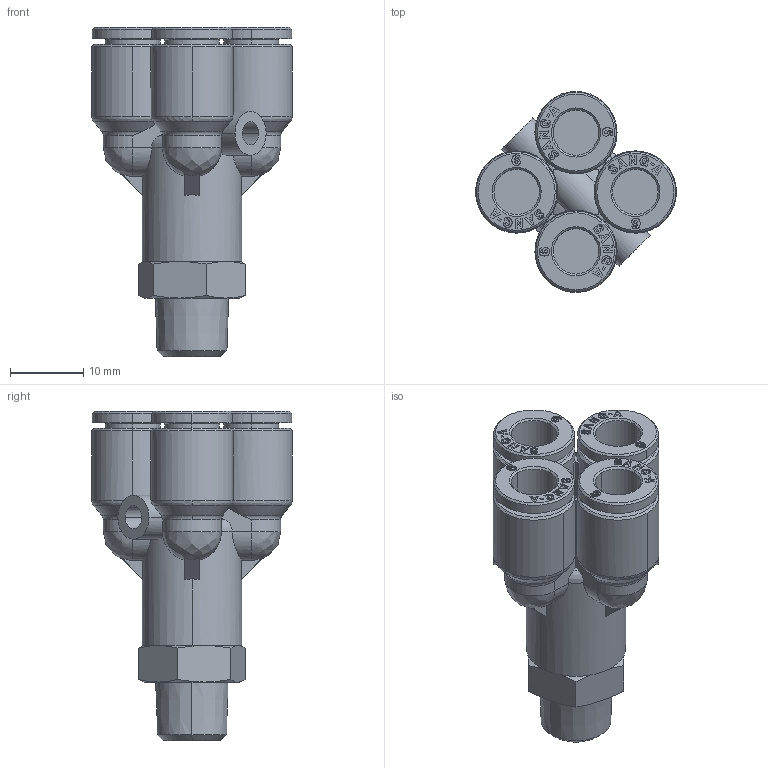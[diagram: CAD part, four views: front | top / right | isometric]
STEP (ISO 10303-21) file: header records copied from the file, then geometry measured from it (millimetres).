
FILE_DESCRIPTION (( 'STEP AP214' ), '1' );
FILE_NAME ('PXT06-01.stp', '2015-09-28T07:28:41', ( '' ), ( '' ), 'SwSTEP 2.0', 'SolidWorks 2015', '' );
FILE_SCHEMA (( 'AUTOMOTIVE_DESIGN' ));
Length unit declared in the file: millimetre
Products named in the file (2): ｦ+ﾃｦ1; PXT06-01
Assembly tree (1 placements, depth 2):
  PXT06-01
    ｦ+ﾃｦ1
Bounding box: 27.4 x 27.4 x 44.95 mm (x, y, z)
Volume: 7871.7 mm3; surface area: 6050.7 mm2
Topology: 1 solids, 1 shells, 1004 faces, 2798 edges, 1851 vertices
Faces by surface type: plane 720, bspline 126, cylinder 91, cone 62, torus 5
Entity records: 35241 total; most frequent: CARTESIAN_POINT 9083, ORIENTED_EDGE 5596, DIRECTION 4442, EDGE_CURVE 2798, LINE 2122, VECTOR 2122, VERTEX_POINT 1851, AXIS2_PLACEMENT_3D 1160
